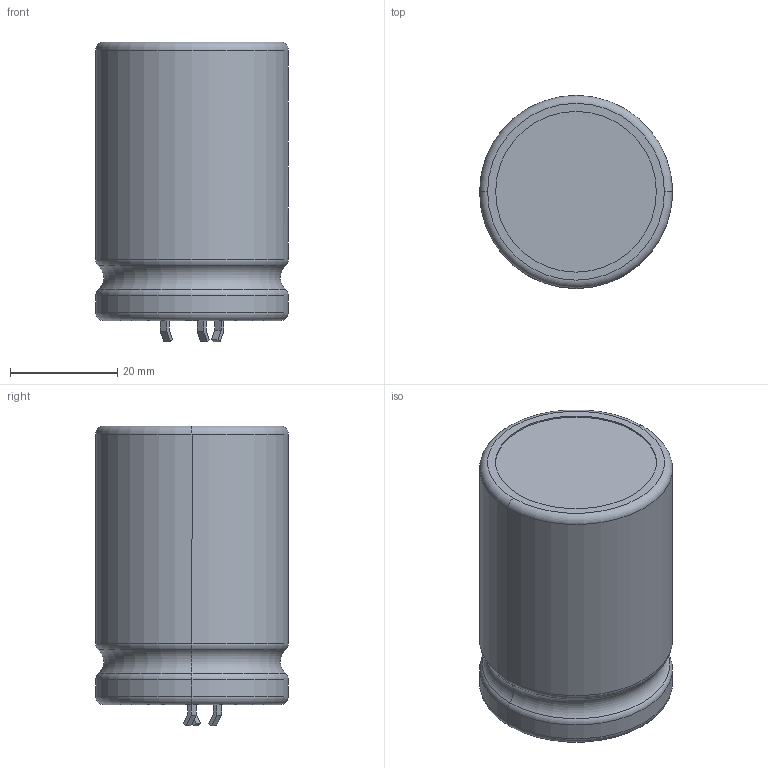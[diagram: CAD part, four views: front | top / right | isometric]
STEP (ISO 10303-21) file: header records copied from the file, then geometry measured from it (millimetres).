
FILE_DESCRIPTION((''),'2;1');
FILE_NAME('CAPPR1000-3600X5200-Q3.stp','2013-10-16T15:33:43',(''),(''),'Mechanical Desktop 2011','Mechanical Desktop 2011',', , ');
FILE_SCHEMA(('AUTOMOTIVE_DESIGN { 1 2 10303 214 1 1 1 1 }'));
Length unit declared in the file: millimetre
Products named in the file (1): Product
Bounding box: 36 x 36 x 56 mm (x, y, z)
Volume: 51863.1 mm3; surface area: 11094.1 mm2
Topology: 10 solids, 10 shells, 98 faces, 216 edges, 140 vertices
Faces by surface type: plane 48, cylinder 24, bspline 16, torus 10
Entity records: 2763 total; most frequent: CARTESIAN_POINT 503, DIRECTION 464, ORIENTED_EDGE 432, EDGE_CURVE 216, AXIS2_PLACEMENT_3D 165, VERTEX_POINT 140, VECTOR 134, LINE 134
